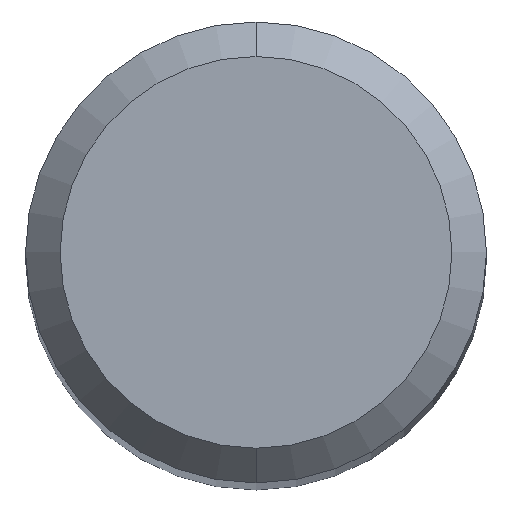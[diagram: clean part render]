
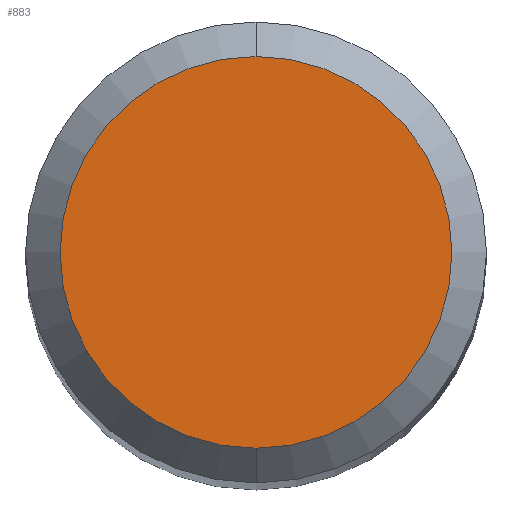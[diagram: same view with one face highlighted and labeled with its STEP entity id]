
A CAD part, top view. The second image highlights one B-rep face of the part: STEP entity #883.
In plain terms, the highlighted planar face has unit normal (0, 0, 1).
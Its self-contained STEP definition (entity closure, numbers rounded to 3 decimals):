
#427=VERTEX_POINT('',#1162);
#669=EDGE_CURVE('',#427,#1061,#1425,.T.);
#813=EDGE_CURVE('',#1061,#427,#1588,.T.);
#883=ADVANCED_FACE('',(#1665),#1666,.T.);
#1061=VERTEX_POINT('',#1856);
#1162=CARTESIAN_POINT('',(0.,-1.7,0.0));
#1425=CIRCLE('',#2943,1.7);
#1588=CIRCLE('',#3623,1.7);
#1665=FACE_OUTER_BOUND('',#4131,.T.);
#1666=PLANE('',#4132);
#1856=CARTESIAN_POINT('',(0.0,1.7,0.0));
#2943=AXIS2_PLACEMENT_3D('',#5202,#5203,#5204);
#3623=AXIS2_PLACEMENT_3D('',#5443,#5444,#5445);
#4131=EDGE_LOOP('',(#5511,#5512));
#4132=AXIS2_PLACEMENT_3D('',#5513,#5514,#5515);
#5202=CARTESIAN_POINT('',(0.0,0.0,0.0));
#5203=DIRECTION('',(0.0,0.0,-1.0));
#5204=DIRECTION('',(0.0,1.0,0.0));
#5443=CARTESIAN_POINT('',(0.0,0.0,0.0));
#5444=DIRECTION('',(0.0,0.0,-1.0));
#5445=DIRECTION('',(0.0,1.0,0.0));
#5511=ORIENTED_EDGE('',*,*,#813,.F.);
#5512=ORIENTED_EDGE('',*,*,#669,.F.);
#5513=CARTESIAN_POINT('',(0.0,0.85,0.0));
#5514=DIRECTION('',(-0.0,0.0,1.0));
#5515=DIRECTION('',(0.0,-1.0,0.0));
